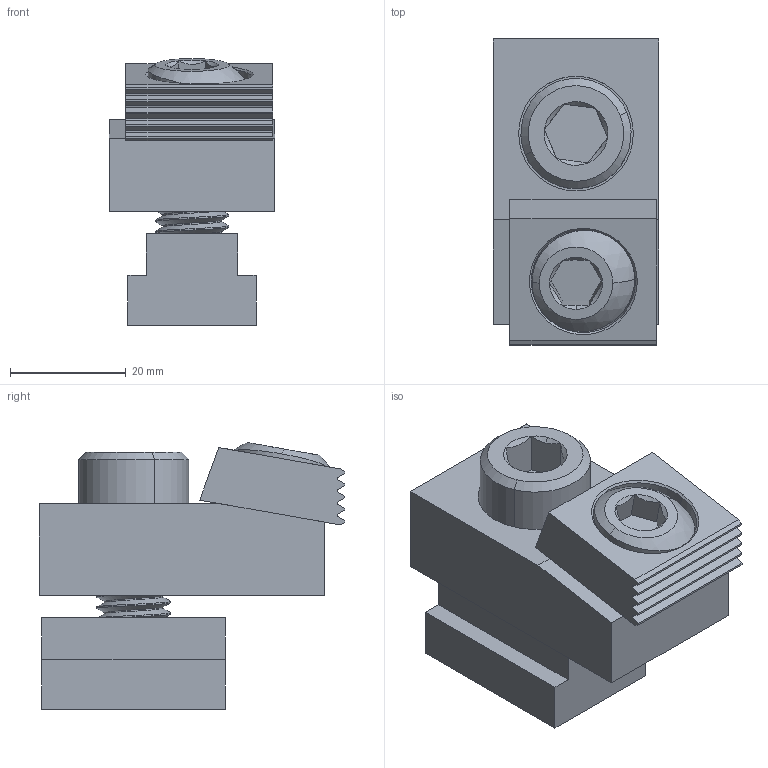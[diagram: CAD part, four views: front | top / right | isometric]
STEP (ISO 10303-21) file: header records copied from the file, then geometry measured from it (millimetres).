
FILE_DESCRIPTION (( 'STEP AP214' ), '1' );
FILE_NAME ('24128.STEP', '2020-01-27T17:53:23', ( 'Mike W' ), ( '' ), 'SwSTEP 2.0', 'SolidWorks 2018', '' );
FILE_SCHEMA (( 'AUTOMOTIVE_DESIGN' ));
Length unit declared in the file: inch
Products named in the file (6): 21012_21012; 24128; 21016_21016; 10372_10372; 1213114 SHCS_1213114 SHCS; T-Nuts (Te-Co) (Std Configured)_241481
Assembly tree (5 placements, depth 2):
  24128
    21012_21012
    T-Nuts (Te-Co) (Std Configured)_241481
    1213114 SHCS_1213114 SHCS
    10372_10372
    21016_21016
Bounding box: 28.57 x 52.88 x 46.13 mm (x, y, z)
Volume: 37711.4 mm3; surface area: 16719.4 mm2
Topology: 5 solids, 5 shells, 196 faces, 501 edges, 321 vertices
Faces by surface type: cylinder 97, plane 59, cone 33, bspline 5, sphere 2
Entity records: 9636 total; most frequent: CARTESIAN_POINT 5022, ORIENTED_EDGE 1002, DIRECTION 786, EDGE_CURVE 501, VERTEX_POINT 321, AXIS2_PLACEMENT_3D 277, VECTOR 232, LINE 232
